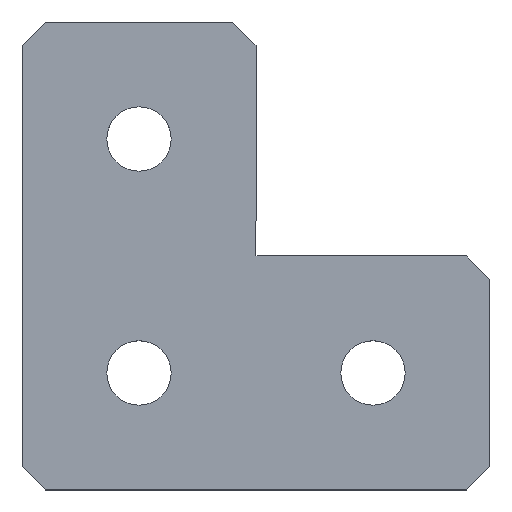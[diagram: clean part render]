
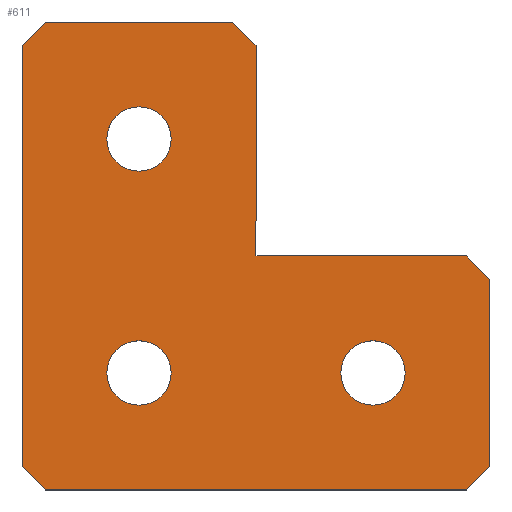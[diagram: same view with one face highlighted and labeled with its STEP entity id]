
A CAD part, top view. The second image highlights one B-rep face of the part: STEP entity #611.
In plain terms, the highlighted planar face has unit normal (0, 0, 1).
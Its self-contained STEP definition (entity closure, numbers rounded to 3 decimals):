
#9 = LINE ( 'NONE', #351, #473 ) ;
#10 = VERTEX_POINT ( 'NONE', #83 ) ;
#11 = DIRECTION ( 'NONE',  ( 0., -1., 0. ) ) ;
#14 = EDGE_CURVE ( 'NONE', #123, #562, #288, .T. ) ;
#15 = CIRCLE ( 'NONE', #264, 2.75 ) ;
#16 = DIRECTION ( 'NONE',  ( 0., 1., 0. ) ) ;
#17 = VECTOR ( 'NONE', #407, 1000. ) ;
#21 = FACE_BOUND ( 'NONE', #531, .T. ) ;
#28 = VECTOR ( 'NONE', #248, 1000. ) ;
#29 = DIRECTION ( 'NONE',  ( 0., 0., 1. ) ) ;
#37 = CARTESIAN_POINT ( 'NONE',  ( 30., -30., 0. ) ) ;
#40 = CARTESIAN_POINT ( 'NONE',  ( 10., -10., 0. ) ) ;
#43 = CARTESIAN_POINT ( 'NONE',  ( 40., -40., 0. ) ) ;
#50 = CARTESIAN_POINT ( 'NONE',  ( 1., -1., 0. ) ) ;
#53 = EDGE_CURVE ( 'NONE', #525, #129, #291, .T. ) ;
#56 = ORIENTED_EDGE ( 'NONE', *, *, #415, .F. ) ;
#63 = ORIENTED_EDGE ( 'NONE', *, *, #581, .T. ) ;
#65 = VERTEX_POINT ( 'NONE', #402 ) ;
#74 = LINE ( 'NONE', #478, #631 ) ;
#82 = DIRECTION ( 'NONE',  ( -0.707, 0.707, 0. ) ) ;
#83 = CARTESIAN_POINT ( 'NONE',  ( 40., -22., 0. ) ) ;
#85 = DIRECTION ( 'NONE',  ( -1., 0., 0. ) ) ;
#88 = CARTESIAN_POINT ( 'NONE',  ( -19., -19., 0. ) ) ;
#90 = CIRCLE ( 'NONE', #406, 2.75 ) ;
#101 = CARTESIAN_POINT ( 'NONE',  ( 2., 0., 0. ) ) ;
#105 = EDGE_CURVE ( 'NONE', #10, #131, #347, .T. ) ;
#108 = VECTOR ( 'NONE', #82, 1000. ) ;
#111 = CARTESIAN_POINT ( 'NONE',  ( 20., -20., 0. ) ) ;
#115 = VERTEX_POINT ( 'NONE', #343 ) ;
#121 = ORIENTED_EDGE ( 'NONE', *, *, #435, .T. ) ;
#123 = VERTEX_POINT ( 'NONE', #296 ) ;
#129 = VERTEX_POINT ( 'NONE', #193 ) ;
#130 = CIRCLE ( 'NONE', #349, 2.75 ) ;
#131 = VERTEX_POINT ( 'NONE', #552 ) ;
#136 = DIRECTION ( 'NONE',  ( 0., 1., 0. ) ) ;
#140 = CARTESIAN_POINT ( 'NONE',  ( 38., -20., 0. ) ) ;
#145 = LINE ( 'NONE', #50, #28 ) ;
#150 = AXIS2_PLACEMENT_3D ( 'NONE', #40, #542, #184 ) ;
#151 = CARTESIAN_POINT ( 'NONE',  ( 10., -7.25, 0. ) ) ;
#157 = VECTOR ( 'NONE', #287, 1000. ) ;
#162 = VERTEX_POINT ( 'NONE', #510 ) ;
#170 = VERTEX_POINT ( 'NONE', #610 ) ;
#171 = FACE_BOUND ( 'NONE', #461, .T. ) ;
#184 = DIRECTION ( 'NONE',  ( 0., 1., 0. ) ) ;
#190 = VERTEX_POINT ( 'NONE', #101 ) ;
#191 = EDGE_CURVE ( 'NONE', #10, #465, #9, .T. ) ;
#193 = CARTESIAN_POINT ( 'NONE',  ( 2., -40., 0. ) ) ;
#203 = ORIENTED_EDGE ( 'NONE', *, *, #228, .F. ) ;
#207 = VERTEX_POINT ( 'NONE', #262 ) ;
#209 = LINE ( 'NONE', #303, #372 ) ;
#227 = DIRECTION ( 'NONE',  ( 0., 0., -1. ) ) ;
#228 = EDGE_CURVE ( 'NONE', #525, #170, #74, .T. ) ;
#230 = CIRCLE ( 'NONE', #318, 2.75 ) ;
#234 = VECTOR ( 'NONE', #633, 1000. ) ;
#243 = CIRCLE ( 'NONE', #619, 2.75 ) ;
#245 = DIRECTION ( 'NONE',  ( 1., 0., 0. ) ) ;
#248 = DIRECTION ( 'NONE',  ( -0.707, -0.707, 0. ) ) ;
#255 = VECTOR ( 'NONE', #85, 1000. ) ;
#257 = EDGE_CURVE ( 'NONE', #400, #207, #319, .T. ) ;
#262 = CARTESIAN_POINT ( 'NONE',  ( 20., -20., 0. ) ) ;
#264 = AXIS2_PLACEMENT_3D ( 'NONE', #580, #227, #434 ) ;
#265 = DIRECTION ( 'NONE',  ( 0., 0., -1. ) ) ;
#281 = CARTESIAN_POINT ( 'NONE',  ( 40., -20., 0. ) ) ;
#287 = DIRECTION ( 'NONE',  ( 0.707, 0.707, 0. ) ) ;
#288 = CIRCLE ( 'NONE', #150, 2.75 ) ;
#289 = DIRECTION ( 'NONE',  ( 0.707, -0.707, 0. ) ) ;
#290 = CARTESIAN_POINT ( 'NONE',  ( 30., -27.25, 0. ) ) ;
#291 = LINE ( 'NONE', #88, #438 ) ;
#296 = CARTESIAN_POINT ( 'NONE',  ( 10., -12.75, 0. ) ) ;
#301 = ORIENTED_EDGE ( 'NONE', *, *, #636, .T. ) ;
#302 = EDGE_CURVE ( 'NONE', #467, #356, #130, .T. ) ;
#303 = CARTESIAN_POINT ( 'NONE',  ( 20., 0., 0. ) ) ;
#304 = DIRECTION ( 'NONE',  ( -0.707, 0.707, 0. ) ) ;
#310 = CARTESIAN_POINT ( 'NONE',  ( 30., -30., 0. ) ) ;
#317 = ORIENTED_EDGE ( 'NONE', *, *, #348, .T. ) ;
#318 = AXIS2_PLACEMENT_3D ( 'NONE', #375, #265, #588 ) ;
#319 = LINE ( 'NONE', #111, #554 ) ;
#324 = ORIENTED_EDGE ( 'NONE', *, *, #53, .T. ) ;
#330 = LINE ( 'NONE', #430, #255 ) ;
#332 = DIRECTION ( 'NONE',  ( 0., 0., -1. ) ) ;
#333 = ORIENTED_EDGE ( 'NONE', *, *, #455, .F. ) ;
#343 = CARTESIAN_POINT ( 'NONE',  ( 10., -32.75, 0. ) ) ;
#347 = LINE ( 'NONE', #43, #17 ) ;
#348 = EDGE_CURVE ( 'NONE', #400, #490, #383, .T. ) ;
#349 = AXIS2_PLACEMENT_3D ( 'NONE', #310, #412, #16 ) ;
#351 = CARTESIAN_POINT ( 'NONE',  ( 9., 9., 0. ) ) ;
#356 = VERTEX_POINT ( 'NONE', #290 ) ;
#367 = ORIENTED_EDGE ( 'NONE', *, *, #105, .F. ) ;
#370 = FACE_OUTER_BOUND ( 'NONE', #374, .T. ) ;
#372 = VECTOR ( 'NONE', #245, 1000. ) ;
#374 = EDGE_LOOP ( 'NONE', ( #333, #63, #203, #324, #56, #620, #367, #477, #556, #514, #317 ) ) ;
#375 = CARTESIAN_POINT ( 'NONE',  ( 10., -30., 0. ) ) ;
#383 = LINE ( 'NONE', #541, #108 ) ;
#384 = EDGE_CURVE ( 'NONE', #162, #131, #432, .T. ) ;
#388 = CARTESIAN_POINT ( 'NONE',  ( 20., -2., 0. ) ) ;
#395 = CARTESIAN_POINT ( 'NONE',  ( 30., -32.75, 0. ) ) ;
#400 = VERTEX_POINT ( 'NONE', #388 ) ;
#402 = CARTESIAN_POINT ( 'NONE',  ( 10., -27.25, 0. ) ) ;
#406 = AXIS2_PLACEMENT_3D ( 'NONE', #637, #592, #136 ) ;
#407 = DIRECTION ( 'NONE',  ( 0., -1., 0. ) ) ;
#411 = EDGE_CURVE ( 'NONE', #356, #467, #243, .T. ) ;
#412 = DIRECTION ( 'NONE',  ( 0., 0., -1. ) ) ;
#415 = EDGE_CURVE ( 'NONE', #162, #129, #330, .T. ) ;
#423 = EDGE_LOOP ( 'NONE', ( #121, #443 ) ) ;
#424 = CARTESIAN_POINT ( 'NONE',  ( 0., 0., 0. ) ) ;
#430 = CARTESIAN_POINT ( 'NONE',  ( 0., -40., 0. ) ) ;
#432 = LINE ( 'NONE', #442, #157 ) ;
#434 = DIRECTION ( 'NONE',  ( 0., 1., 0. ) ) ;
#435 = EDGE_CURVE ( 'NONE', #562, #123, #90, .T. ) ;
#438 = VECTOR ( 'NONE', #289, 1000. ) ;
#442 = CARTESIAN_POINT ( 'NONE',  ( 39., -39., 0. ) ) ;
#443 = ORIENTED_EDGE ( 'NONE', *, *, #14, .T. ) ;
#454 = ORIENTED_EDGE ( 'NONE', *, *, #302, .T. ) ;
#455 = EDGE_CURVE ( 'NONE', #190, #490, #209, .T. ) ;
#456 = LINE ( 'NONE', #281, #234 ) ;
#461 = EDGE_LOOP ( 'NONE', ( #522, #454 ) ) ;
#465 = VERTEX_POINT ( 'NONE', #140 ) ;
#467 = VERTEX_POINT ( 'NONE', #395 ) ;
#473 = VECTOR ( 'NONE', #304, 1000. ) ;
#477 = ORIENTED_EDGE ( 'NONE', *, *, #191, .T. ) ;
#478 = CARTESIAN_POINT ( 'NONE',  ( 0., 0., 0. ) ) ;
#490 = VERTEX_POINT ( 'NONE', #557 ) ;
#510 = CARTESIAN_POINT ( 'NONE',  ( 38., -40., 0. ) ) ;
#514 = ORIENTED_EDGE ( 'NONE', *, *, #257, .F. ) ;
#517 = ORIENTED_EDGE ( 'NONE', *, *, #643, .T. ) ;
#522 = ORIENTED_EDGE ( 'NONE', *, *, #411, .T. ) ;
#523 = FACE_BOUND ( 'NONE', #423, .T. ) ;
#524 = DIRECTION ( 'NONE',  ( 0., 1., 0. ) ) ;
#525 = VERTEX_POINT ( 'NONE', #549 ) ;
#531 = EDGE_LOOP ( 'NONE', ( #301, #517 ) ) ;
#541 = CARTESIAN_POINT ( 'NONE',  ( 9., 9., 0. ) ) ;
#542 = DIRECTION ( 'NONE',  ( 0., 0., -1. ) ) ;
#549 = CARTESIAN_POINT ( 'NONE',  ( 0., -38., 0. ) ) ;
#552 = CARTESIAN_POINT ( 'NONE',  ( 40., -38., 0. ) ) ;
#554 = VECTOR ( 'NONE', #11, 1000. ) ;
#556 = ORIENTED_EDGE ( 'NONE', *, *, #599, .F. ) ;
#557 = CARTESIAN_POINT ( 'NONE',  ( 18., 0., 0. ) ) ;
#562 = VERTEX_POINT ( 'NONE', #151 ) ;
#566 = AXIS2_PLACEMENT_3D ( 'NONE', #424, #29, #639 ) ;
#580 = CARTESIAN_POINT ( 'NONE',  ( 10., -30., 0. ) ) ;
#581 = EDGE_CURVE ( 'NONE', #190, #170, #145, .T. ) ;
#584 = PLANE ( 'NONE',  #566 ) ;
#588 = DIRECTION ( 'NONE',  ( 0., 1., 0. ) ) ;
#592 = DIRECTION ( 'NONE',  ( 0., 0., -1. ) ) ;
#599 = EDGE_CURVE ( 'NONE', #207, #465, #456, .T. ) ;
#610 = CARTESIAN_POINT ( 'NONE',  ( 0., -2., 0. ) ) ;
#611 = ADVANCED_FACE ( 'NONE', ( #21, #523, #171, #370 ), #584, .T. ) ;
#619 = AXIS2_PLACEMENT_3D ( 'NONE', #37, #332, #634 ) ;
#620 = ORIENTED_EDGE ( 'NONE', *, *, #384, .T. ) ;
#631 = VECTOR ( 'NONE', #524, 1000. ) ;
#633 = DIRECTION ( 'NONE',  ( 1., 0., 0. ) ) ;
#634 = DIRECTION ( 'NONE',  ( 0., 1., 0. ) ) ;
#636 = EDGE_CURVE ( 'NONE', #65, #115, #230, .T. ) ;
#637 = CARTESIAN_POINT ( 'NONE',  ( 10., -10., 0. ) ) ;
#639 = DIRECTION ( 'NONE',  ( 1., 0., 0. ) ) ;
#643 = EDGE_CURVE ( 'NONE', #115, #65, #15, .T. ) ;
